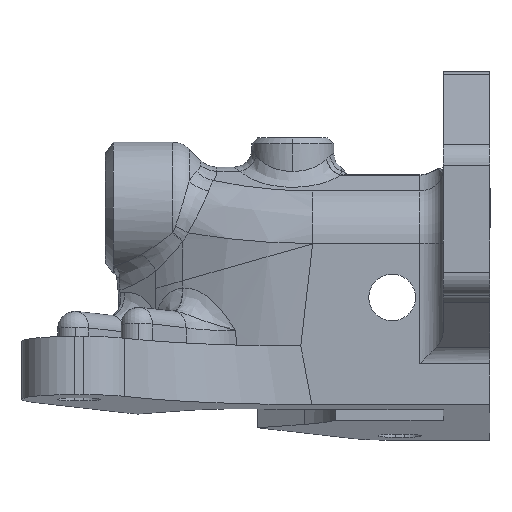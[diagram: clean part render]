
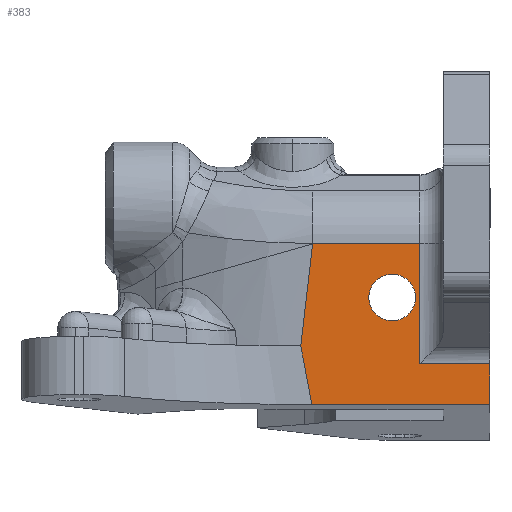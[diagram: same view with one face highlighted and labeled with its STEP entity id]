
A CAD part, left-side view. The second image highlights one B-rep face of the part: STEP entity #383.
In plain terms, the highlighted planar face has unit normal (-1, 0, 0).
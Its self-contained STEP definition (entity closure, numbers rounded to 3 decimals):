
#52 = VERTEX_POINT ( 'NONE', #9492 ) ;
#199 = CIRCLE ( 'NONE', #9678, 2. ) ;
#383 = ADVANCED_FACE ( 'NONE', ( #11357, #10265 ), #7482, .T. ) ;
#551 = LINE ( 'NONE', #4184, #1633 ) ;
#587 = CARTESIAN_POINT ( 'NONE',  ( -7.82, 8.375, -5.655 ) ) ;
#709 = CARTESIAN_POINT ( 'NONE',  ( -7.82, 6., -7.5 ) ) ;
#984 = CARTESIAN_POINT ( 'NONE',  ( -7.82, 8.375, -9.655 ) ) ;
#1014 = ORIENTED_EDGE ( 'NONE', *, *, #7670, .F. ) ;
#1101 = DIRECTION ( 'NONE',  ( 0., 1., 0. ) ) ;
#1121 = CARTESIAN_POINT ( 'NONE',  ( -7.82, 15.173, -3.071 ) ) ;
#1206 = VECTOR ( 'NONE', #1101, 1000. ) ;
#1633 = VECTOR ( 'NONE', #6044, 1000. ) ;
#2001 = DIRECTION ( 'NONE',  ( 0., 0., 1. ) ) ;
#2031 = CARTESIAN_POINT ( 'NONE',  ( -7.82, 0., -13.328 ) ) ;
#2159 = DIRECTION ( 'NONE',  ( -1., 0., 0. ) ) ;
#2193 = ORIENTED_EDGE ( 'NONE', *, *, #10125, .T. ) ;
#2274 = DIRECTION ( 'NONE',  ( 0., -0.116, 0.993 ) ) ;
#2333 = LINE ( 'NONE', #8630, #3528 ) ;
#2845 = VERTEX_POINT ( 'NONE', #1121 ) ;
#3097 = DIRECTION ( 'NONE',  ( -1., 0., 0. ) ) ;
#3165 = VERTEX_POINT ( 'NONE', #984 ) ;
#3308 = CARTESIAN_POINT ( 'NONE',  ( -7.82, 0., -13.328 ) ) ;
#3508 = EDGE_CURVE ( 'NONE', #2845, #7787, #6695, .T. ) ;
#3528 = VECTOR ( 'NONE', #4210, 1000. ) ;
#3618 = LINE ( 'NONE', #5421, #8174 ) ;
#4040 = VECTOR ( 'NONE', #10393, 1000. ) ;
#4184 = CARTESIAN_POINT ( 'NONE',  ( -7.82, 0., -7.5 ) ) ;
#4210 = DIRECTION ( 'NONE',  ( 0., 1., 0. ) ) ;
#4365 = CARTESIAN_POINT ( 'NONE',  ( -7.82, 15.173, -3.037 ) ) ;
#4607 = ORIENTED_EDGE ( 'NONE', *, *, #8259, .F. ) ;
#4649 = DIRECTION ( 'NONE',  ( 0., 0., 1. ) ) ;
#4762 = CARTESIAN_POINT ( 'NONE',  ( -7.82, 15.173, 0.093 ) ) ;
#4781 = ORIENTED_EDGE ( 'NONE', *, *, #10806, .T. ) ;
#4801 = CARTESIAN_POINT ( 'NONE',  ( -7.82, 0., -16.821 ) ) ;
#4945 = VECTOR ( 'NONE', #5045, 1000. ) ;
#4950 = CARTESIAN_POINT ( 'NONE',  ( -7.82, 15.24, -16.821 ) ) ;
#5002 = EDGE_CURVE ( 'NONE', #52, #7787, #2333, .T. ) ;
#5045 = DIRECTION ( 'NONE',  ( 0., 1., 0. ) ) ;
#5330 = CARTESIAN_POINT ( 'NONE',  ( -7.82, 8.375, -7.655 ) ) ;
#5421 = CARTESIAN_POINT ( 'NONE',  ( -7.82, 15.716, -14.311 ) ) ;
#5500 = ORIENTED_EDGE ( 'NONE', *, *, #10198, .F. ) ;
#5662 = VERTEX_POINT ( 'NONE', #3308 ) ;
#6044 = DIRECTION ( 'NONE',  ( 0., 0., 1. ) ) ;
#6276 = DIRECTION ( 'NONE',  ( -1., 0., 0. ) ) ;
#6277 = VECTOR ( 'NONE', #10763, 1000. ) ;
#6394 = EDGE_CURVE ( 'NONE', #9363, #3165, #199, .T. ) ;
#6621 = LINE ( 'NONE', #2031, #4945 ) ;
#6653 = CARTESIAN_POINT ( 'NONE',  ( -7.82, 0., -16.821 ) ) ;
#6695 = LINE ( 'NONE', #4762, #4040 ) ;
#6745 = DIRECTION ( 'NONE',  ( 0., 0., 1. ) ) ;
#7190 = CARTESIAN_POINT ( 'NONE',  ( -7.82, 6., -13.328 ) ) ;
#7210 = LINE ( 'NONE', #8690, #7441 ) ;
#7304 = DIRECTION ( 'NONE',  ( 0., 0.186, 0.982 ) ) ;
#7441 = VECTOR ( 'NONE', #2274, 1000. ) ;
#7476 = AXIS2_PLACEMENT_3D ( 'NONE', #8571, #2159, #6745 ) ;
#7482 = PLANE ( 'NONE',  #7476 ) ;
#7626 = LINE ( 'NONE', #6653, #1206 ) ;
#7630 = VERTEX_POINT ( 'NONE', #10544 ) ;
#7670 = EDGE_CURVE ( 'NONE', #10618, #9106, #7626, .T. ) ;
#7787 = VERTEX_POINT ( 'NONE', #4365 ) ;
#7854 = LINE ( 'NONE', #709, #6277 ) ;
#8088 = ORIENTED_EDGE ( 'NONE', *, *, #5002, .T. ) ;
#8174 = VECTOR ( 'NONE', #7304, 1000. ) ;
#8242 = EDGE_LOOP ( 'NONE', ( #10288, #5500 ) ) ;
#8259 = EDGE_CURVE ( 'NONE', #9106, #7630, #3618, .T. ) ;
#8571 = CARTESIAN_POINT ( 'NONE',  ( -7.82, 0., -7.5 ) ) ;
#8590 = EDGE_LOOP ( 'NONE', ( #4781, #11220, #8088, #10308, #9297, #4607, #1014, #2193 ) ) ;
#8630 = CARTESIAN_POINT ( 'NONE',  ( -7.82, 15.173, -3.037 ) ) ;
#8690 = CARTESIAN_POINT ( 'NONE',  ( -7.82, 15.682, -7.436 ) ) ;
#9106 = VERTEX_POINT ( 'NONE', #4950 ) ;
#9200 = VERTEX_POINT ( 'NONE', #7190 ) ;
#9297 = ORIENTED_EDGE ( 'NONE', *, *, #9798, .F. ) ;
#9363 = VERTEX_POINT ( 'NONE', #587 ) ;
#9492 = CARTESIAN_POINT ( 'NONE',  ( -7.82, 6., -3.037 ) ) ;
#9678 = AXIS2_PLACEMENT_3D ( 'NONE', #5330, #3097, #2001 ) ;
#9759 = CIRCLE ( 'NONE', #11688, 2. ) ;
#9798 = EDGE_CURVE ( 'NONE', #7630, #2845, #7210, .T. ) ;
#10125 = EDGE_CURVE ( 'NONE', #10618, #5662, #551, .T. ) ;
#10198 = EDGE_CURVE ( 'NONE', #3165, #9363, #9759, .T. ) ;
#10265 = FACE_OUTER_BOUND ( 'NONE', #8590, .T. ) ;
#10288 = ORIENTED_EDGE ( 'NONE', *, *, #6394, .F. ) ;
#10308 = ORIENTED_EDGE ( 'NONE', *, *, #3508, .F. ) ;
#10393 = DIRECTION ( 'NONE',  ( 0., 0., 1. ) ) ;
#10544 = CARTESIAN_POINT ( 'NONE',  ( -7.82, 16.192, -11.8 ) ) ;
#10618 = VERTEX_POINT ( 'NONE', #4801 ) ;
#10763 = DIRECTION ( 'NONE',  ( 0., 0., 1. ) ) ;
#10806 = EDGE_CURVE ( 'NONE', #5662, #9200, #6621, .T. ) ;
#10893 = CARTESIAN_POINT ( 'NONE',  ( -7.82, 8.375, -7.655 ) ) ;
#11220 = ORIENTED_EDGE ( 'NONE', *, *, #11549, .T. ) ;
#11357 = FACE_BOUND ( 'NONE', #8242, .T. ) ;
#11549 = EDGE_CURVE ( 'NONE', #9200, #52, #7854, .T. ) ;
#11688 = AXIS2_PLACEMENT_3D ( 'NONE', #10893, #6276, #4649 ) ;
